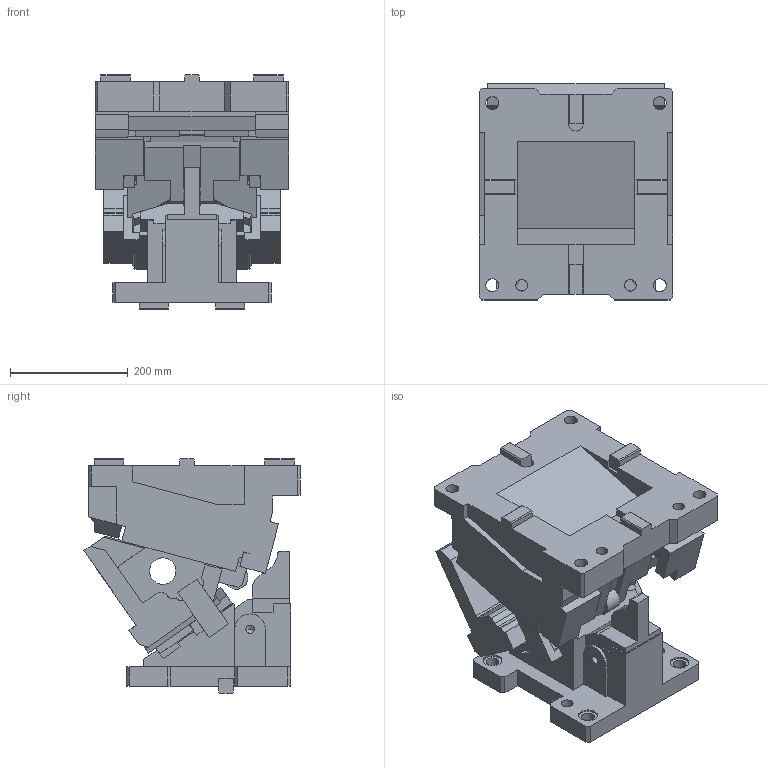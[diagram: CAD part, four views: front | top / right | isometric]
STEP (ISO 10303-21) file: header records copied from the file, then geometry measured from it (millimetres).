
FILE_DESCRIPTION(('CATIA V5 STEP Exchange'),'2;1');
FILE_NAME('CACN_F_300_35.stp','2015-04-24T10:00:01+00:00',('none'),('none'),'CATIA Version 5 Release 19 SP 2 (IN-10)','CATIA V5 STEP AP203','none');
FILE_SCHEMA(('CONFIG_CONTROL_DESIGN'));
Length unit declared in the file: millimetre
Products named in the file (1): CACN_F_300_35
Bounding box: 330 x 367.79 x 399 mm (x, y, z)
Volume: 23227676.3 mm3; surface area: 1316338.1 mm2
Topology: 3 solids, 3 shells, 593 faces, 1690 edges, 1112 vertices
Faces by surface type: plane 480, cylinder 105, cone 8
Entity records: 19851 total; most frequent: CARTESIAN_POINT 4793, ORIENTED_EDGE 3364, DIRECTION 2644, EDGE_CURVE 1682, VECTOR 1433, LINE 1433, VERTEX_POINT 1112, AXIS2_PLACEMENT_3D 674
